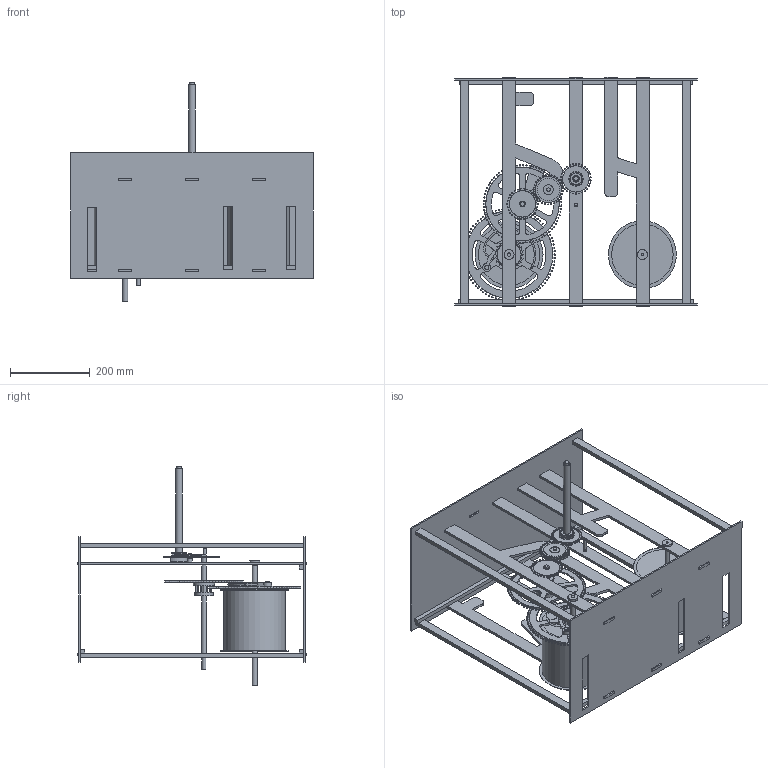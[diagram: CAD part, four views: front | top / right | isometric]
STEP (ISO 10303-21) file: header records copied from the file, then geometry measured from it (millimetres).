
FILE_DESCRIPTION(/* description */ (''),/* implementation_level */ '2;1');
FILE_NAME(/* name */ '',/* time_stamp */ '2024-05-08T09:26:14+09:00',/* author */ (''),/* organization */ (''),/* preprocessor_version */ 'ST-DEVELOPER v20',/* originating_system */ 'Autodesk Translation Framework v12.20.1.177',/* authorisation */ '');
FILE_SCHEMA (('AUTOMOTIVE_DESIGN { 1 0 10303 214 3 1 1 }'));
Length unit declared in the file: millimetre
Products named in the file (8): 1号機現状組立; 歯車１（シャフト付き）; シャフト１; フレーム; 滑車２シャフト; 滑車２; 歯車２; 滑車１（歯車付）
Assembly tree (7 placements, depth 2):
  1号機現状組立
    歯車１（シャフト付き）
    シャフト１
    フレーム
    滑車２シャフト
    滑車２
    歯車２
    滑車１（歯車付）
Bounding box: 608 x 574 x 549.2 mm (x, y, z)
Volume: 9267325.3 mm3; surface area: 1801155.6 mm2
Topology: 340 solids, 340 shells, 2206 faces, 4509 edges, 2995 vertices
Faces by surface type: plane 1509, cylinder 693, sphere 2, torus 2
Full cylindrical faces by diameter (mm): 3.2 x15, 4 x1, 5 x4, 7 x1, 8.2 x1, 9 x6, 10 x3, 11 x1, 12 x5, 12.1 x1, 13 x2, 14 x1, 15 x3, 15.5 x1, 16.8 x1, 25 x5, 29.5 x1, 42 x1, 47.5 x1, 53 x1, 56 x1, 60 x1, 66 x2, 154 x2, 170 x4, 183.5 x1, 218.5 x1
Entity records: 58120 total; most frequent: DIRECTION 10370, CARTESIAN_POINT 9795, ORIENTED_EDGE 9014, EDGE_CURVE 4507, AXIS2_PLACEMENT_3D 3646, LINE 3078, VECTOR 3078, VERTEX_POINT 2995
